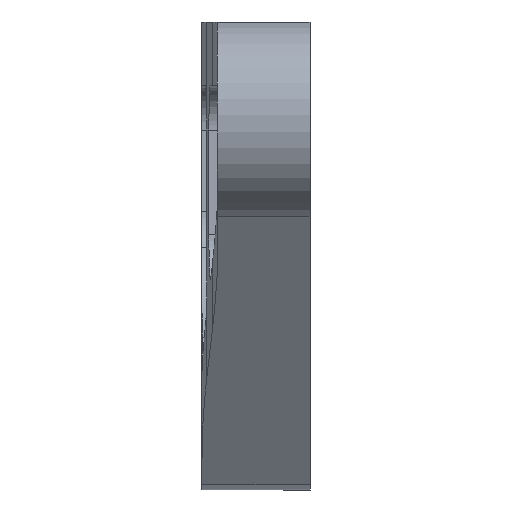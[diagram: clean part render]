
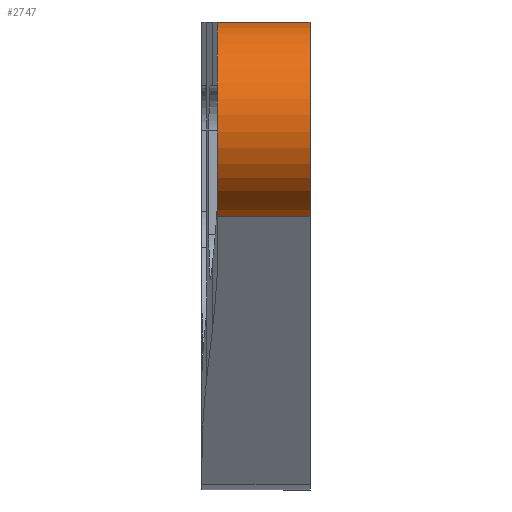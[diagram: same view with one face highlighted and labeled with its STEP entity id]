
A CAD part, left-side view. The second image highlights one B-rep face of the part: STEP entity #2747.
In plain terms, the highlighted cylindrical face has radius 11 mm (diameter 22 mm), a partial arc.
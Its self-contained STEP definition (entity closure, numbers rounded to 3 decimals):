
#44 = PLANE('',#45);
#45 = AXIS2_PLACEMENT_3D('',#46,#47,#48);
#46 = CARTESIAN_POINT('',(-107.064,20.,15.435));
#47 = DIRECTION('',(0.279,0.,0.96));
#48 = DIRECTION('',(-0.96,0.,0.279)
  );
#132 = PLANE('',#133);
#133 = AXIS2_PLACEMENT_3D('',#134,#135,#136);
#134 = CARTESIAN_POINT('',(-25.667,20.,18.235));
#135 = DIRECTION('',(0.,1.,0.));
#136 = DIRECTION('',(-0.,0.,1.));
#152 = VERTEX_POINT('',#153);
#153 = CARTESIAN_POINT('',(-107.064,20.,15.435));
#174 = EDGE_CURVE('',#152,#175,#177,.T.);
#175 = VERTEX_POINT('',#176);
#176 = CARTESIAN_POINT('',(-107.064,30.333,
    15.435));
#177 = SURFACE_CURVE('',#178,(#182,#189),.PCURVE_S1.);
#178 = LINE('',#179,#180);
#179 = CARTESIAN_POINT('',(-107.064,20.,15.435));
#180 = VECTOR('',#181,1.);
#181 = DIRECTION('',(0.,1.,0.));
#182 = PCURVE('',#44,#183);
#183 = DEFINITIONAL_REPRESENTATION('',(#184),#188);
#184 = LINE('',#185,#186);
#185 = CARTESIAN_POINT('',(-0.,-0.));
#186 = VECTOR('',#187,1.);
#187 = DIRECTION('',(0.,-1.));
#188 = ( GEOMETRIC_REPRESENTATION_CONTEXT(2) 
PARAMETRIC_REPRESENTATION_CONTEXT() REPRESENTATION_CONTEXT('2D SPACE',''
  ) );
#189 = PCURVE('',#190,#195);
#190 = CYLINDRICAL_SURFACE('',#191,11.);
#191 = AXIS2_PLACEMENT_3D('',#192,#193,#194);
#192 = CARTESIAN_POINT('',(-104.,20.,26.));
#193 = DIRECTION('',(0.,-1.,0.));
#194 = DIRECTION('',(1.,0.,0.));
#195 = DEFINITIONAL_REPRESENTATION('',(#196),#200);
#196 = LINE('',#197,#198);
#197 = CARTESIAN_POINT('',(4.43,0.));
#198 = VECTOR('',#199,1.);
#199 = DIRECTION('',(0.,-1.));
#200 = ( GEOMETRIC_REPRESENTATION_CONTEXT(2) 
PARAMETRIC_REPRESENTATION_CONTEXT() REPRESENTATION_CONTEXT('2D SPACE',''
  ) );
#218 = PLANE('',#219);
#219 = AXIS2_PLACEMENT_3D('',#220,#221,#222);
#220 = CARTESIAN_POINT('',(-84.,30.333,37.));
#221 = DIRECTION('',(-0.,-1.,0.));
#222 = DIRECTION('',(1.,0.,0.));
#802 = VERTEX_POINT('',#803);
#803 = CARTESIAN_POINT('',(-104.,20.,37.));
#817 = PLANE('',#818);
#818 = AXIS2_PLACEMENT_3D('',#819,#820,#821);
#819 = CARTESIAN_POINT('',(46.,20.,37.));
#820 = DIRECTION('',(0.,0.,-1.));
#821 = DIRECTION('',(1.,0.,0.));
#829 = EDGE_CURVE('',#802,#152,#830,.T.);
#830 = SURFACE_CURVE('',#831,(#836,#847),.PCURVE_S1.);
#831 = CIRCLE('',#832,11.);
#832 = AXIS2_PLACEMENT_3D('',#833,#834,#835);
#833 = CARTESIAN_POINT('',(-104.,20.,26.));
#834 = DIRECTION('',(0.,-1.,0.));
#835 = DIRECTION('',(1.,0.,0.));
#836 = PCURVE('',#132,#837);
#837 = DEFINITIONAL_REPRESENTATION('',(#838),#846);
#838 = ( BOUNDED_CURVE() B_SPLINE_CURVE(2,(#839,#840,#841,#842,#843,#844
,#845),.UNSPECIFIED.,.T.,.F.) B_SPLINE_CURVE_WITH_KNOTS((1,2,2,2,2,1),(
    -2.094,0.,2.094,4.189,6.283,
8.378),.UNSPECIFIED.) CURVE() GEOMETRIC_REPRESENTATION_ITEM() 
RATIONAL_B_SPLINE_CURVE((1.,0.5,1.,0.5,1.,0.5,1.)) REPRESENTATION_ITEM(
  '') );
#839 = CARTESIAN_POINT('',(7.765,-67.333));
#840 = CARTESIAN_POINT('',(26.818,-67.333));
#841 = CARTESIAN_POINT('',(17.292,-83.833));
#842 = CARTESIAN_POINT('',(7.765,-100.333));
#843 = CARTESIAN_POINT('',(-1.761,-83.833));
#844 = CARTESIAN_POINT('',(-11.287,-67.333));
#845 = CARTESIAN_POINT('',(7.765,-67.333));
#846 = ( GEOMETRIC_REPRESENTATION_CONTEXT(2) 
PARAMETRIC_REPRESENTATION_CONTEXT() REPRESENTATION_CONTEXT('2D SPACE',''
  ) );
#847 = PCURVE('',#190,#848);
#848 = DEFINITIONAL_REPRESENTATION('',(#849),#853);
#849 = LINE('',#850,#851);
#850 = CARTESIAN_POINT('',(0.,0.));
#851 = VECTOR('',#852,1.);
#852 = DIRECTION('',(1.,0.));
#853 = ( GEOMETRIC_REPRESENTATION_CONTEXT(2) 
PARAMETRIC_REPRESENTATION_CONTEXT() REPRESENTATION_CONTEXT('2D SPACE',''
  ) );
#2595 = VERTEX_POINT('',#2596);
#2596 = CARTESIAN_POINT('',(-104.,30.333,37.));
#2691 = EDGE_CURVE('',#175,#2595,#2692,.T.);
#2692 = SURFACE_CURVE('',#2693,(#2698,#2709),.PCURVE_S1.);
#2693 = CIRCLE('',#2694,11.);
#2694 = AXIS2_PLACEMENT_3D('',#2695,#2696,#2697);
#2695 = CARTESIAN_POINT('',(-104.,30.333,26.));
#2696 = DIRECTION('',(-0.,1.,0.));
#2697 = DIRECTION('',(1.,0.,0.));
#2698 = PCURVE('',#218,#2699);
#2699 = DEFINITIONAL_REPRESENTATION('',(#2700),#2708);
#2700 = ( BOUNDED_CURVE() B_SPLINE_CURVE(2,(#2701,#2702,#2703,#2704,
#2705,#2706,#2707),.UNSPECIFIED.,.T.,.F.) B_SPLINE_CURVE_WITH_KNOTS((1,2
    ,2,2,2,1),(-2.094,0.,2.094,4.189,
6.283,8.378),.UNSPECIFIED.) CURVE() 
GEOMETRIC_REPRESENTATION_ITEM() RATIONAL_B_SPLINE_CURVE((1.,0.5,1.,0.5,
1.,0.5,1.)) REPRESENTATION_ITEM('') );
#2701 = CARTESIAN_POINT('',(-9.,-11.));
#2702 = CARTESIAN_POINT('',(-9.,-30.053));
#2703 = CARTESIAN_POINT('',(-25.5,-20.526));
#2704 = CARTESIAN_POINT('',(-42.,-11.));
#2705 = CARTESIAN_POINT('',(-25.5,-1.474));
#2706 = CARTESIAN_POINT('',(-9.,8.053));
#2707 = CARTESIAN_POINT('',(-9.,-11.));
#2708 = ( GEOMETRIC_REPRESENTATION_CONTEXT(2) 
PARAMETRIC_REPRESENTATION_CONTEXT() REPRESENTATION_CONTEXT('2D SPACE',''
  ) );
#2709 = PCURVE('',#190,#2710);
#2710 = DEFINITIONAL_REPRESENTATION('',(#2711),#2715);
#2711 = LINE('',#2712,#2713);
#2712 = CARTESIAN_POINT('',(6.283,-10.333));
#2713 = VECTOR('',#2714,1.);
#2714 = DIRECTION('',(-1.,0.));
#2715 = ( GEOMETRIC_REPRESENTATION_CONTEXT(2) 
PARAMETRIC_REPRESENTATION_CONTEXT() REPRESENTATION_CONTEXT('2D SPACE',''
  ) );
#2747 = ADVANCED_FACE('',(#2748),#190,.T.);
#2748 = FACE_BOUND('',#2749,.T.);
#2749 = EDGE_LOOP('',(#2750,#2751,#2772,#2773));
#2750 = ORIENTED_EDGE('',*,*,#829,.F.);
#2751 = ORIENTED_EDGE('',*,*,#2752,.T.);
#2752 = EDGE_CURVE('',#802,#2595,#2753,.T.);
#2753 = SURFACE_CURVE('',#2754,(#2758,#2765),.PCURVE_S1.);
#2754 = LINE('',#2755,#2756);
#2755 = CARTESIAN_POINT('',(-104.,20.,37.));
#2756 = VECTOR('',#2757,1.);
#2757 = DIRECTION('',(0.,1.,0.));
#2758 = PCURVE('',#190,#2759);
#2759 = DEFINITIONAL_REPRESENTATION('',(#2760),#2764);
#2760 = LINE('',#2761,#2762);
#2761 = CARTESIAN_POINT('',(1.571,0.));
#2762 = VECTOR('',#2763,1.);
#2763 = DIRECTION('',(0.,-1.));
#2764 = ( GEOMETRIC_REPRESENTATION_CONTEXT(2) 
PARAMETRIC_REPRESENTATION_CONTEXT() REPRESENTATION_CONTEXT('2D SPACE',''
  ) );
#2765 = PCURVE('',#817,#2766);
#2766 = DEFINITIONAL_REPRESENTATION('',(#2767),#2771);
#2767 = LINE('',#2768,#2769);
#2768 = CARTESIAN_POINT('',(-150.,0.));
#2769 = VECTOR('',#2770,1.);
#2770 = DIRECTION('',(-0.,-1.));
#2771 = ( GEOMETRIC_REPRESENTATION_CONTEXT(2) 
PARAMETRIC_REPRESENTATION_CONTEXT() REPRESENTATION_CONTEXT('2D SPACE',''
  ) );
#2772 = ORIENTED_EDGE('',*,*,#2691,.F.);
#2773 = ORIENTED_EDGE('',*,*,#174,.F.);
